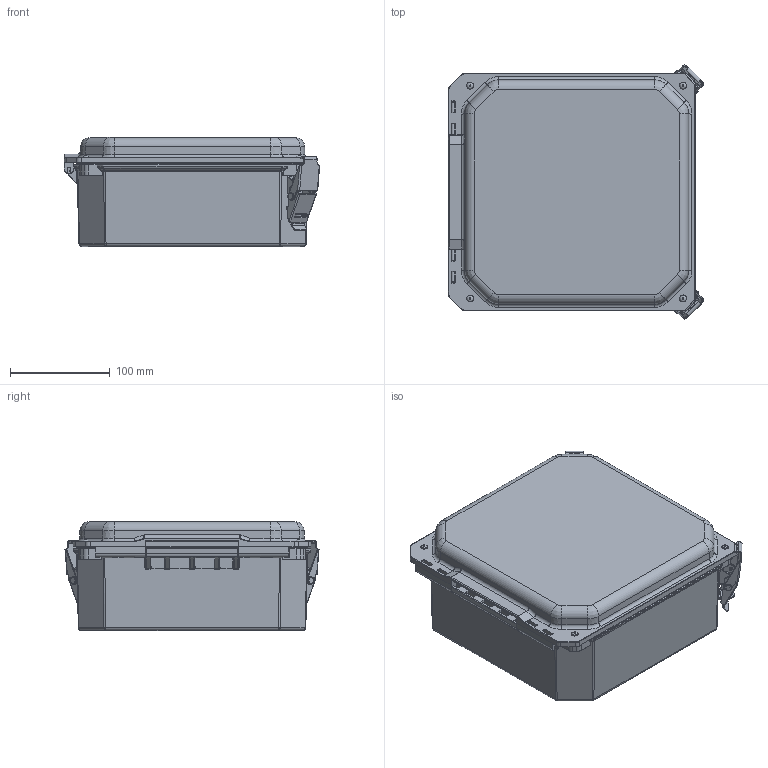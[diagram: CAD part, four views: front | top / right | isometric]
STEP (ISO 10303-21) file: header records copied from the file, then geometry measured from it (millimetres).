
FILE_DESCRIPTION(/* description */ (''),/* implementation_level */ '2;1');
FILE_NAME(/* name */ 'HW-CC80804CHQR.stp',/* time_stamp */ '2014-03-13T06:36:04-05:00',/* author */ ('pmescher'),/* organization */ (''),/* preprocessor_version */ 'ST-DEVELOPER v15.2',/* originating_system */ 'Autodesk Inventor 2014',/* authorisation */ '');
FILE_SCHEMA (('AUTOMOTIVE_DESIGN { 1 0 10303 214 3 1 1 }'));
Products named in the file (15): DS080804BOX; DSCC080804CVR; GA808; WP808HLU; BRASS INSERT-(; BRASS INSERT-(_1; BRASS INSERT-(_2; RMHINGAT40006-02; AT40005; Part1; Part2; LATCH HINGE; LATCH -1 Assembly; DS COVER  BUSH; DSCC80804HPL_STP
Bounding box: 256.43 x 255.15 x 109.52 mm (x, y, z)
Volume: 740265.4 mm3; surface area: 459520.4 mm2
Topology: 29 solids, 29 shells, 2157 faces, 5240 edges, 3097 vertices
Faces by surface type: cylinder 841, plane 646, bspline 380, torus 179, cone 102, sphere 9
Full cylindrical faces by diameter (mm): 3.429 x20, 3.48 x2, 3.81 x4, 3.861 x8, 3.962 x12, 5.3 x4, 5.563 x4, 6.248 x12, 6.401 x4, 7.62 x4, 7.925 x4, 9.525 x2
Entity records: 71848 total; most frequent: CARTESIAN_POINT 27284, DIRECTION 9555, ORIENTED_EDGE 9078, EDGE_CURVE 4539, AXIS2_PLACEMENT_3D 3772, VERTEX_POINT 2720, EDGE_LOOP 2093, LINE 2011
